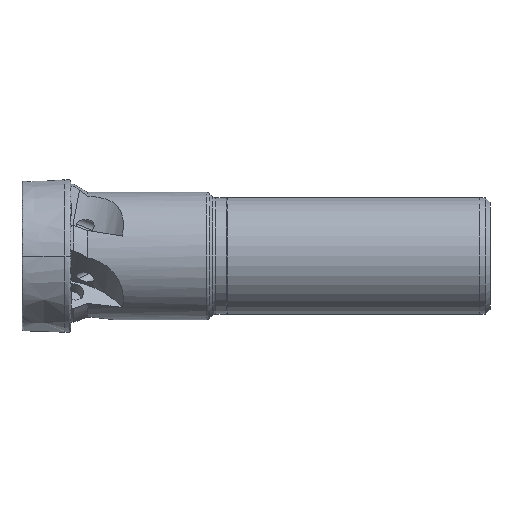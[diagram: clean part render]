
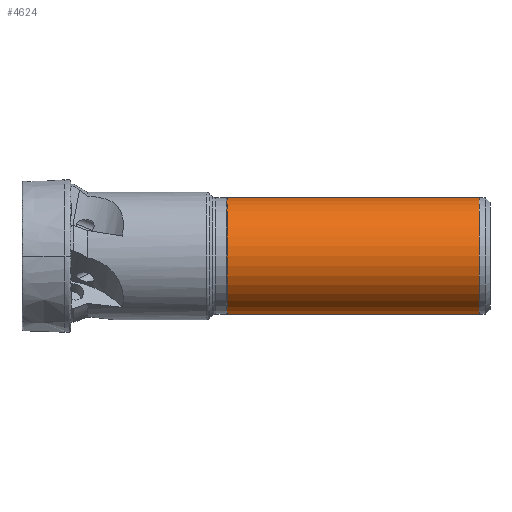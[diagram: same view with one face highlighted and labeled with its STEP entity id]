
A CAD part, front view. The second image highlights one B-rep face of the part: STEP entity #4624.
In plain terms, the highlighted cylindrical face has radius 12.5 mm (diameter 25 mm), a partial arc.
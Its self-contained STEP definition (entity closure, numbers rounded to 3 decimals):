
#480 = VERTEX_POINT ( 'NONE', #6188 ) ;
#569 = VERTEX_POINT ( 'NONE', #6329 ) ;
#615 = VERTEX_POINT ( 'NONE', #6249 ) ;
#627 = EDGE_LOOP ( 'NONE', ( #2749, #2740, #2744, #2761 ) ) ;
#681 = VERTEX_POINT ( 'NONE', #6232 ) ;
#2634 = AXIS2_PLACEMENT_3D ( 'NONE', #6358, #6359, #6357 ) ;
#2740 = ORIENTED_EDGE ( 'NONE', *, *, #3132, .T. ) ;
#2744 = ORIENTED_EDGE ( 'NONE', *, *, #3116, .T. ) ;
#2749 = ORIENTED_EDGE ( 'NONE', *, *, #3118, .F. ) ;
#2761 = ORIENTED_EDGE ( 'NONE', *, *, #2907, .T. ) ;
#2907 = EDGE_CURVE ( 'NONE', #681, #615, #3388, .T. ) ;
#3116 = EDGE_CURVE ( 'NONE', #480, #681, #3751, .T. ) ;
#3118 = EDGE_CURVE ( 'NONE', #569, #615, #3619, .T. ) ;
#3132 = EDGE_CURVE ( 'NONE', #569, #480, #3839, .T. ) ;
#3388 = CIRCLE ( 'NONE', #4807, 12.5 ) ;
#3414 = VECTOR ( 'NONE', #5091, 1000. ) ;
#3619 = LINE ( 'NONE', #5092, #3414 ) ;
#3640 = VECTOR ( 'NONE', #5086, 1000. ) ;
#3751 = LINE ( 'NONE', #5093, #3640 ) ;
#3839 = CIRCLE ( 'NONE', #4865, 12.5 ) ;
#3897 = CYLINDRICAL_SURFACE ( 'NONE', #2634, 12.5 ) ;
#3917 = FACE_OUTER_BOUND ( 'NONE', #627, .T. ) ;
#4624 = ADVANCED_FACE ( 'NONE', ( #3917 ), #3897, .T. ) ;
#4807 = AXIS2_PLACEMENT_3D ( 'NONE', #6909, #6910, #6911 ) ;
#4865 = AXIS2_PLACEMENT_3D ( 'NONE', #5452, #5453, #5454 ) ;
#5086 = DIRECTION ( 'NONE',  ( -1., 0., 0. ) ) ;
#5091 = DIRECTION ( 'NONE',  ( -1., 0., 0. ) ) ;
#5092 = CARTESIAN_POINT ( 'NONE',  ( 0., 0., -12.5 ) ) ;
#5093 = CARTESIAN_POINT ( 'NONE',  ( 0., 0., 12.5 ) ) ;
#5452 = CARTESIAN_POINT ( 'NONE',  ( 97.25, 0., 0. ) ) ;
#5453 = DIRECTION ( 'NONE',  ( -1., 0., 0. ) ) ;
#5454 = DIRECTION ( 'NONE',  ( 0., 0., 1. ) ) ;
#6188 = CARTESIAN_POINT ( 'NONE',  ( 97.25, 0., 12.5 ) ) ;
#6232 = CARTESIAN_POINT ( 'NONE',  ( 43.327, 0., 12.5 ) ) ;
#6249 = CARTESIAN_POINT ( 'NONE',  ( 43.327, 0., -12.5 ) ) ;
#6329 = CARTESIAN_POINT ( 'NONE',  ( 97.25, 0., -12.5 ) ) ;
#6357 = DIRECTION ( 'NONE',  ( 0., 0., 1. ) ) ;
#6358 = CARTESIAN_POINT ( 'NONE',  ( 0., 0., 0. ) ) ;
#6359 = DIRECTION ( 'NONE',  ( -1., 0., 0. ) ) ;
#6909 = CARTESIAN_POINT ( 'NONE',  ( 43.327, 0., 0. ) ) ;
#6910 = DIRECTION ( 'NONE',  ( 1., 0., 0. ) ) ;
#6911 = DIRECTION ( 'NONE',  ( 0., 0., -1. ) ) ;
